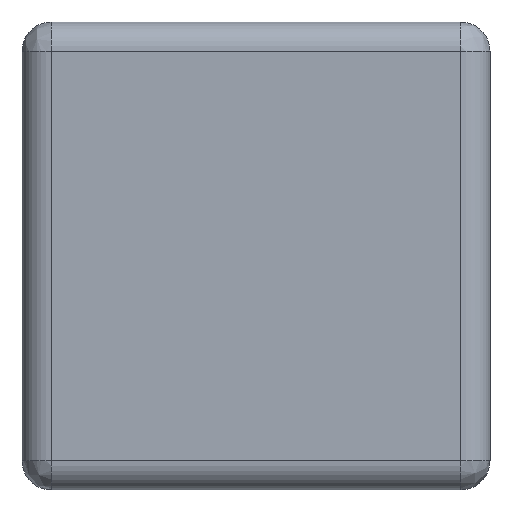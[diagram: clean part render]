
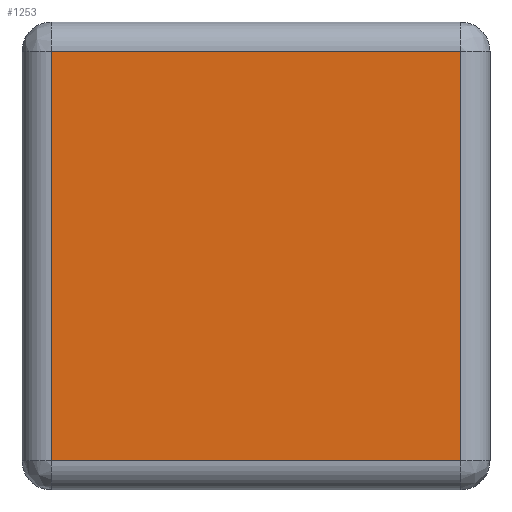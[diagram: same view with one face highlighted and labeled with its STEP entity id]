
A CAD part, left-side view. The second image highlights one B-rep face of the part: STEP entity #1253.
In plain terms, the highlighted planar face has unit normal (-1, 0, 0).
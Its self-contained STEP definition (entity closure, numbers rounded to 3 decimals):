
#1 = CARTESIAN_POINT ( 'NONE',  ( -0.8, 0.35, 0.35 ) ) ;
#105 = VECTOR ( 'NONE', #424, 1000. ) ;
#138 = FACE_OUTER_BOUND ( 'NONE', #417, .T. ) ;
#140 = EDGE_CURVE ( 'NONE', #1127, #532, #1272, .T. ) ;
#262 = EDGE_CURVE ( 'NONE', #516, #455, #1186, .T. ) ;
#292 = ORIENTED_EDGE ( 'NONE', *, *, #502, .F. ) ;
#304 = VECTOR ( 'NONE', #487, 1000. ) ;
#326 = ORIENTED_EDGE ( 'NONE', *, *, #348, .F. ) ;
#348 = EDGE_CURVE ( 'NONE', #455, #1127, #1195, .T. ) ;
#391 = VECTOR ( 'NONE', #1107, 1000. ) ;
#417 = EDGE_LOOP ( 'NONE', ( #292, #852, #326, #1348 ) ) ;
#424 = DIRECTION ( 'NONE',  ( 0., 0., 1. ) ) ;
#439 = CARTESIAN_POINT ( 'NONE',  ( -0.8, 0.4, 0.4 ) ) ;
#455 = VERTEX_POINT ( 'NONE', #491 ) ;
#487 = DIRECTION ( 'NONE',  ( 0., -1., 0. ) ) ;
#491 = CARTESIAN_POINT ( 'NONE',  ( -0.8, -0.35, -0.35 ) ) ;
#502 = EDGE_CURVE ( 'NONE', #532, #516, #901, .T. ) ;
#516 = VERTEX_POINT ( 'NONE', #843 ) ;
#532 = VERTEX_POINT ( 'NONE', #1 ) ;
#551 = DIRECTION ( 'NONE',  ( 1., 0., 0. ) ) ;
#658 = DIRECTION ( 'NONE',  ( 0., 0., -1. ) ) ;
#742 = CARTESIAN_POINT ( 'NONE',  ( -0.8, 0.35, 0.4 ) ) ;
#791 = CARTESIAN_POINT ( 'NONE',  ( -0.8, 0.4, -0.35 ) ) ;
#841 = VECTOR ( 'NONE', #1193, 1000. ) ;
#843 = CARTESIAN_POINT ( 'NONE',  ( -0.8, -0.35, 0.35 ) ) ;
#852 = ORIENTED_EDGE ( 'NONE', *, *, #140, .F. ) ;
#901 = LINE ( 'NONE', #912, #304 ) ;
#912 = CARTESIAN_POINT ( 'NONE',  ( -0.8, 0., 0.35 ) ) ;
#1075 = PLANE ( 'NONE',  #1229 ) ;
#1098 = CARTESIAN_POINT ( 'NONE',  ( -0.8, -0.35, 0.4 ) ) ;
#1107 = DIRECTION ( 'NONE',  ( 0., 1., 0. ) ) ;
#1127 = VERTEX_POINT ( 'NONE', #1254 ) ;
#1186 = LINE ( 'NONE', #1098, #841 ) ;
#1193 = DIRECTION ( 'NONE',  ( 0., 0., -1. ) ) ;
#1195 = LINE ( 'NONE', #791, #391 ) ;
#1229 = AXIS2_PLACEMENT_3D ( 'NONE', #439, #551, #658 ) ;
#1253 = ADVANCED_FACE ( 'NONE', ( #138 ), #1075, .F. ) ;
#1254 = CARTESIAN_POINT ( 'NONE',  ( -0.8, 0.35, -0.35 ) ) ;
#1272 = LINE ( 'NONE', #742, #105 ) ;
#1348 = ORIENTED_EDGE ( 'NONE', *, *, #262, .F. ) ;
